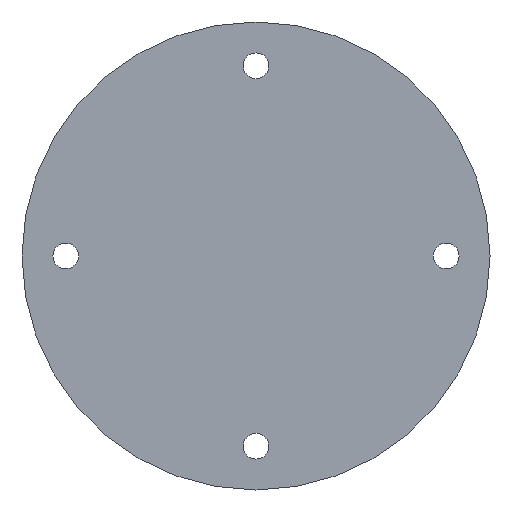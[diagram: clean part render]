
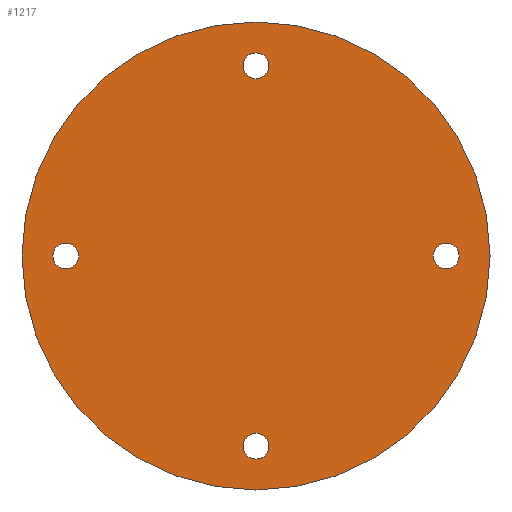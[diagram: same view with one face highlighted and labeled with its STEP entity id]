
A CAD part, left-side view. The second image highlights one B-rep face of the part: STEP entity #1217.
In plain terms, the highlighted planar face has unit normal (-1, 0, 0).
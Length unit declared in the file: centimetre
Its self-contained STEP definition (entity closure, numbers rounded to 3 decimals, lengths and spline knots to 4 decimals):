
#75 = CARTESIAN_POINT ( 'NONE',  ( 6., 0., -3.5673 ) ) ;
#225 = DIRECTION ( 'NONE',  ( 0., 0., -1. ) ) ;
#229 = EDGE_LOOP ( 'NONE', ( #2068, #5705 ) ) ;
#237 = VERTEX_POINT ( 'NONE', #6396 ) ;
#435 = AXIS2_PLACEMENT_3D ( 'NONE', #3296, #1773, #5359 ) ;
#438 = EDGE_CURVE ( 'NONE', #237, #6109, #1461, .T. ) ;
#483 = DIRECTION ( 'NONE',  ( 0., 0., -1. ) ) ;
#508 = VERTEX_POINT ( 'NONE', #1626 ) ;
#624 = EDGE_CURVE ( 'NONE', #6109, #237, #4923, .T. ) ;
#648 = CIRCLE ( 'NONE', #5624, 0.24 ) ;
#838 = DIRECTION ( 'NONE',  ( 0., 0., -1. ) ) ;
#937 = EDGE_LOOP ( 'NONE', ( #5449, #6286 ) ) ;
#962 = CIRCLE ( 'NONE', #4738, 0.24 ) ;
#969 = ORIENTED_EDGE ( 'NONE', *, *, #4518, .T. ) ;
#978 = VERTEX_POINT ( 'NONE', #6407 ) ;
#1031 = FACE_BOUND ( 'NONE', #937, .T. ) ;
#1091 = DIRECTION ( 'NONE',  ( 1., 0., 0. ) ) ;
#1217 = ADVANCED_FACE ( 'NONE', ( #2146, #4649, #6293, #5157, #1031 ), #3153, .F. ) ;
#1243 = DIRECTION ( 'NONE',  ( 1., 0., 0. ) ) ;
#1354 = EDGE_LOOP ( 'NONE', ( #1525, #969 ) ) ;
#1461 = CIRCLE ( 'NONE', #5779, 4.3875 ) ;
#1466 = DIRECTION ( 'NONE',  ( 1., 0., 0. ) ) ;
#1476 = CIRCLE ( 'NONE', #5252, 0.24 ) ;
#1525 = ORIENTED_EDGE ( 'NONE', *, *, #5806, .T. ) ;
#1541 = EDGE_CURVE ( 'NONE', #5716, #3172, #1476, .T. ) ;
#1566 = DIRECTION ( 'NONE',  ( 1., 0., 0. ) ) ;
#1601 = CIRCLE ( 'NONE', #5383, 0.24 ) ;
#1608 = CARTESIAN_POINT ( 'NONE',  ( 6., 0., -4.3875 ) ) ;
#1626 = CARTESIAN_POINT ( 'NONE',  ( 6., -3.5673, -0.24 ) ) ;
#1688 = CARTESIAN_POINT ( 'NONE',  ( 6., 0., 0. ) ) ;
#1773 = DIRECTION ( 'NONE',  ( 1., 0., 0. ) ) ;
#1819 = DIRECTION ( 'NONE',  ( 0., 0., -1. ) ) ;
#1825 = DIRECTION ( 'NONE',  ( 1., 0., 0. ) ) ;
#1834 = CIRCLE ( 'NONE', #5619, 0.24 ) ;
#1941 = EDGE_CURVE ( 'NONE', #5445, #5582, #5148, .T. ) ;
#2049 = VERTEX_POINT ( 'NONE', #2773 ) ;
#2068 = ORIENTED_EDGE ( 'NONE', *, *, #1941, .T. ) ;
#2141 = CARTESIAN_POINT ( 'NONE',  ( 6., 0., 3.5673 ) ) ;
#2146 = FACE_OUTER_BOUND ( 'NONE', #4563, .T. ) ;
#2227 = AXIS2_PLACEMENT_3D ( 'NONE', #75, #6284, #2574 ) ;
#2257 = DIRECTION ( 'NONE',  ( 1., 0., 0. ) ) ;
#2574 = DIRECTION ( 'NONE',  ( 0., 0., -1. ) ) ;
#2638 = DIRECTION ( 'NONE',  ( 0., 0., -1. ) ) ;
#2773 = CARTESIAN_POINT ( 'NONE',  ( 6., -3.5673, 0.24 ) ) ;
#2788 = CARTESIAN_POINT ( 'NONE',  ( 6., 0., 3.3273 ) ) ;
#2859 = CARTESIAN_POINT ( 'NONE',  ( 6., 3.5673, 0. ) ) ;
#2982 = CARTESIAN_POINT ( 'NONE',  ( 6., 3.5673, 0. ) ) ;
#3051 = DIRECTION ( 'NONE',  ( 0., 0., -1. ) ) ;
#3153 = PLANE ( 'NONE',  #3955 ) ;
#3172 = VERTEX_POINT ( 'NONE', #5694 ) ;
#3186 = AXIS2_PLACEMENT_3D ( 'NONE', #6450, #1825, #3893 ) ;
#3296 = CARTESIAN_POINT ( 'NONE',  ( 6., -3.5673, 0. ) ) ;
#3305 = DIRECTION ( 'NONE',  ( 1., 0., 0. ) ) ;
#3377 = CARTESIAN_POINT ( 'NONE',  ( 6., 0., -3.3273 ) ) ;
#3666 = AXIS2_PLACEMENT_3D ( 'NONE', #2859, #3305, #838 ) ;
#3794 = DIRECTION ( 'NONE',  ( 1., 0., 0. ) ) ;
#3893 = DIRECTION ( 'NONE',  ( 0., 0., -1. ) ) ;
#3916 = CARTESIAN_POINT ( 'NONE',  ( 6., -3.5673, 0. ) ) ;
#3955 = AXIS2_PLACEMENT_3D ( 'NONE', #4213, #1566, #6263 ) ;
#4171 = EDGE_CURVE ( 'NONE', #4568, #978, #1834, .T. ) ;
#4209 = CIRCLE ( 'NONE', #435, 0.24 ) ;
#4213 = CARTESIAN_POINT ( 'NONE',  ( 6., 0., 0. ) ) ;
#4289 = ORIENTED_EDGE ( 'NONE', *, *, #1541, .T. ) ;
#4518 = EDGE_CURVE ( 'NONE', #508, #2049, #4209, .T. ) ;
#4563 = EDGE_LOOP ( 'NONE', ( #5651, #6485 ) ) ;
#4568 = VERTEX_POINT ( 'NONE', #2788 ) ;
#4649 = FACE_BOUND ( 'NONE', #5001, .T. ) ;
#4738 = AXIS2_PLACEMENT_3D ( 'NONE', #5865, #4857, #225 ) ;
#4845 = EDGE_CURVE ( 'NONE', #978, #4568, #1601, .T. ) ;
#4857 = DIRECTION ( 'NONE',  ( 1., 0., 0. ) ) ;
#4923 = CIRCLE ( 'NONE', #3186, 4.3875 ) ;
#4973 = CIRCLE ( 'NONE', #3666, 0.24 ) ;
#5001 = EDGE_LOOP ( 'NONE', ( #5097, #4289 ) ) ;
#5097 = ORIENTED_EDGE ( 'NONE', *, *, #5801, .T. ) ;
#5148 = CIRCLE ( 'NONE', #2227, 0.24 ) ;
#5157 = FACE_BOUND ( 'NONE', #1354, .T. ) ;
#5252 = AXIS2_PLACEMENT_3D ( 'NONE', #2982, #1466, #483 ) ;
#5266 = CARTESIAN_POINT ( 'NONE',  ( 6., 3.5673, -0.24 ) ) ;
#5359 = DIRECTION ( 'NONE',  ( 0., 0., -1. ) ) ;
#5383 = AXIS2_PLACEMENT_3D ( 'NONE', #2141, #1091, #3051 ) ;
#5445 = VERTEX_POINT ( 'NONE', #3377 ) ;
#5449 = ORIENTED_EDGE ( 'NONE', *, *, #4845, .T. ) ;
#5474 = CARTESIAN_POINT ( 'NONE',  ( 6., 0., 3.5673 ) ) ;
#5582 = VERTEX_POINT ( 'NONE', #5753 ) ;
#5619 = AXIS2_PLACEMENT_3D ( 'NONE', #5474, #2257, #1819 ) ;
#5624 = AXIS2_PLACEMENT_3D ( 'NONE', #3916, #1243, #5946 ) ;
#5651 = ORIENTED_EDGE ( 'NONE', *, *, #438, .F. ) ;
#5694 = CARTESIAN_POINT ( 'NONE',  ( 6., 3.5673, 0.24 ) ) ;
#5705 = ORIENTED_EDGE ( 'NONE', *, *, #6320, .T. ) ;
#5716 = VERTEX_POINT ( 'NONE', #5266 ) ;
#5753 = CARTESIAN_POINT ( 'NONE',  ( 6., 0., -3.8073 ) ) ;
#5779 = AXIS2_PLACEMENT_3D ( 'NONE', #1688, #3794, #2638 ) ;
#5801 = EDGE_CURVE ( 'NONE', #3172, #5716, #4973, .T. ) ;
#5806 = EDGE_CURVE ( 'NONE', #2049, #508, #648, .T. ) ;
#5865 = CARTESIAN_POINT ( 'NONE',  ( 6., 0., -3.5673 ) ) ;
#5946 = DIRECTION ( 'NONE',  ( 0., 0., -1. ) ) ;
#6109 = VERTEX_POINT ( 'NONE', #1608 ) ;
#6263 = DIRECTION ( 'NONE',  ( 0., 0., -1. ) ) ;
#6284 = DIRECTION ( 'NONE',  ( 1., 0., 0. ) ) ;
#6286 = ORIENTED_EDGE ( 'NONE', *, *, #4171, .T. ) ;
#6293 = FACE_BOUND ( 'NONE', #229, .T. ) ;
#6320 = EDGE_CURVE ( 'NONE', #5582, #5445, #962, .T. ) ;
#6396 = CARTESIAN_POINT ( 'NONE',  ( 6., 0., 4.3875 ) ) ;
#6407 = CARTESIAN_POINT ( 'NONE',  ( 6., 0., 3.8073 ) ) ;
#6450 = CARTESIAN_POINT ( 'NONE',  ( 6., 0., 0. ) ) ;
#6485 = ORIENTED_EDGE ( 'NONE', *, *, #624, .F. ) ;
